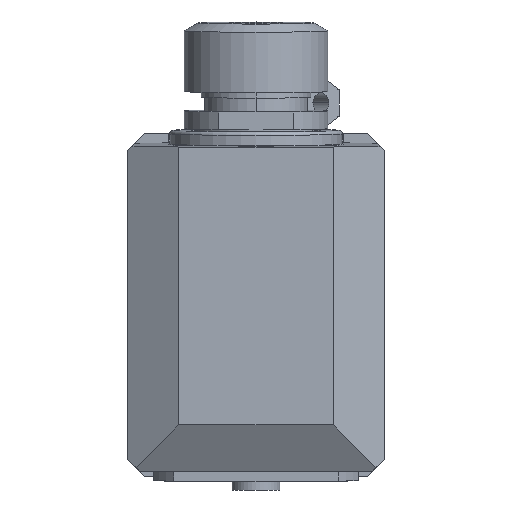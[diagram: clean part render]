
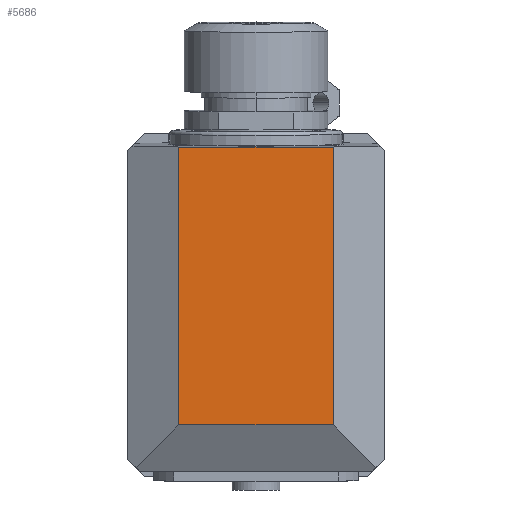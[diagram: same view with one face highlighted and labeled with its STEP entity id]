
A CAD part, left-side view. The second image highlights one B-rep face of the part: STEP entity #5686.
In plain terms, the highlighted planar face has unit normal (-1, 0, 0).
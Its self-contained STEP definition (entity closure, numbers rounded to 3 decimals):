
#1082=DIRECTION('',(0.,0.,-1.));
#1083=VECTOR('',#1082,81.146);
#1084=CARTESIAN_POINT('',(-135.,22.5,46.146));
#1085=LINE('',#1084,#1083);
#1086=DIRECTION('',(0.,1.,0.));
#1087=VECTOR('',#1086,45.);
#1088=CARTESIAN_POINT('',(-135.,-22.5,46.146));
#1089=LINE('',#1088,#1087);
#1090=DIRECTION('',(0.,0.,1.));
#1091=VECTOR('',#1090,81.146);
#1092=CARTESIAN_POINT('',(-135.,-22.5,-35.));
#1093=LINE('',#1092,#1091);
#1094=DIRECTION('',(0.,1.,0.));
#1095=VECTOR('',#1094,45.);
#1096=CARTESIAN_POINT('',(-135.,-22.5,-35.));
#1097=LINE('',#1096,#1095);
#3859=CARTESIAN_POINT('',(-135.,22.5,46.146));
#3860=CARTESIAN_POINT('',(-135.,22.5,-35.));
#3861=VERTEX_POINT('',#3859);
#3862=VERTEX_POINT('',#3860);
#3863=CARTESIAN_POINT('',(-135.,-22.5,-35.));
#3864=CARTESIAN_POINT('',(-135.,-22.5,46.146));
#3865=VERTEX_POINT('',#3863);
#3866=VERTEX_POINT('',#3864);
#5674=CARTESIAN_POINT('',(-135.,0.,0.));
#5675=DIRECTION('',(1.,0.,0.));
#5676=DIRECTION('',(0.,1.,0.));
#5677=AXIS2_PLACEMENT_3D('',#5674,#5675,#5676);
#5678=PLANE('',#5677);
#5679=ORIENTED_EDGE('',*,*,#5367,.F.);
#5680=ORIENTED_EDGE('',*,*,#5397,.F.);
#5681=ORIENTED_EDGE('',*,*,#5069,.F.);
#5683=ORIENTED_EDGE('',*,*,#5682,.T.);
#5684=EDGE_LOOP('',(#5679,#5680,#5681,#5683));
#5685=FACE_OUTER_BOUND('',#5684,.F.);
#5686=ADVANCED_FACE('',(#5685),#5678,.F.);
#5069=EDGE_CURVE('',#3865,#3866,#1093,.T.);
#5367=EDGE_CURVE('',#3861,#3862,#1085,.T.);
#5397=EDGE_CURVE('',#3866,#3861,#1089,.T.);
#5682=EDGE_CURVE('',#3865,#3862,#1097,.T.);
